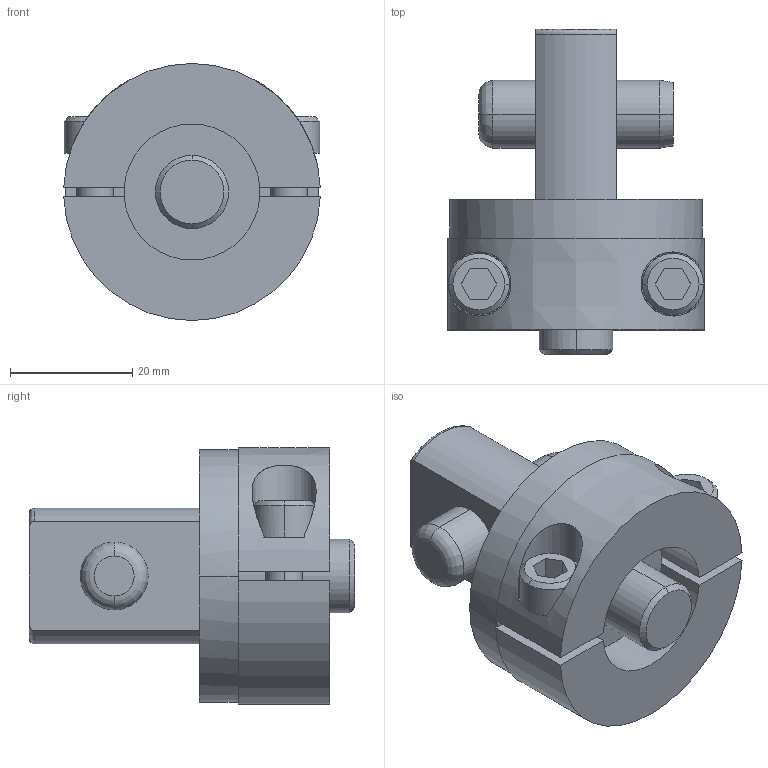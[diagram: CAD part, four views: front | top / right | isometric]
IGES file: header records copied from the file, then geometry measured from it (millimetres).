
Start section:  PTC IGES file: ilcm44521309.igs
Global section: file name: ilcm44521309.igs; native system: Pro/ENGINEER by Parametric Technology Corporation; preprocessor: 2004290; author: KR; organization: Unknown; date: 060516.090243; units: millimetre
Bounding box: 41.98 x 53.19 x 42.01 mm (x, y, z)
Surface area: 10789.4 mm2 (no closed solid volume)
Topology: 0 solids, 0 shells, 83 faces, 380 edges, 380 vertices
Faces by surface type: revolution 42, bspline 41
